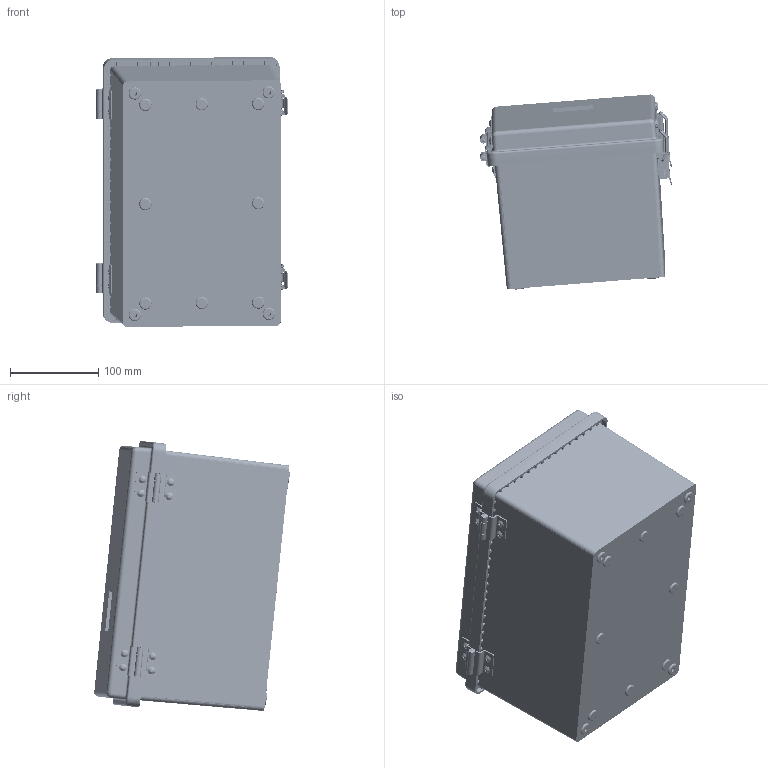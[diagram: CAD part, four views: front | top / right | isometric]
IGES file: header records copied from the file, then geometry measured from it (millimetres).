
Start section: SolidWorks IGES file using analytic representation for surfaces
Global section: file name: PDA2301-16.IGS; native system: SolidWorks 2020; preprocessor: SolidWorks 2020; author: sewen; date: 210831.133512; units: millimetre
Bounding box: 216.7 x 221.14 x 305.38 mm (x, y, z)
Surface area: 625608 mm2 (no closed solid volume)
Topology: 0 solids, 0 shells, 2604 faces, 50620 edges, 50496 vertices
Faces by surface type: bspline 1854, revolution 750
